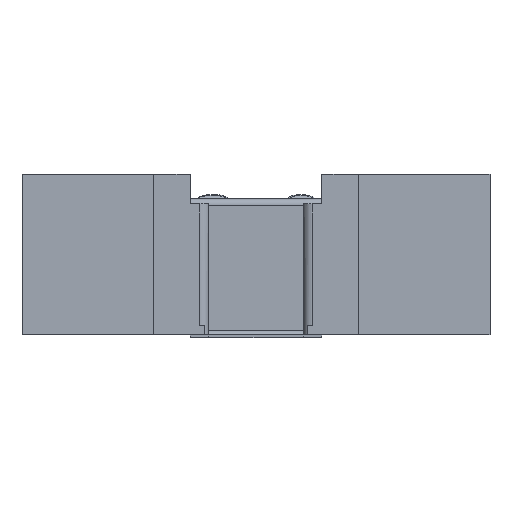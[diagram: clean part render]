
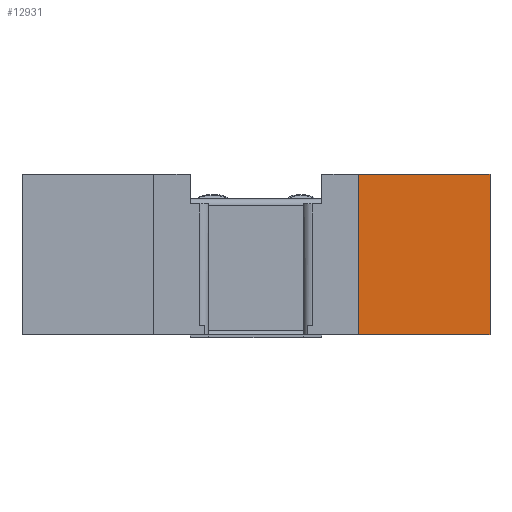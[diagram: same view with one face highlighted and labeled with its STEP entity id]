
A CAD part, left-side view. The second image highlights one B-rep face of the part: STEP entity #12931.
In plain terms, the highlighted planar face has unit normal (-1, 0, 0).
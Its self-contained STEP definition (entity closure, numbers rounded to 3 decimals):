
#234 = ORIENTED_EDGE ( 'NONE', *, *, #16678, .T. ) ;
#615 = EDGE_LOOP ( 'NONE', ( #20431, #17796, #2440, #234 ) ) ;
#790 = LINE ( 'NONE', #10136, #20405 ) ;
#1032 = EDGE_CURVE ( 'NONE', #2399, #19750, #23013, .T. ) ;
#2399 = VERTEX_POINT ( 'NONE', #24297 ) ;
#2440 = ORIENTED_EDGE ( 'NONE', *, *, #24601, .F. ) ;
#2830 = VERTEX_POINT ( 'NONE', #5952 ) ;
#3201 = AXIS2_PLACEMENT_3D ( 'NONE', #21895, #24339, #14560 ) ;
#3982 = LINE ( 'NONE', #19500, #9815 ) ;
#5335 = DIRECTION ( 'NONE',  ( 0., 1., 0. ) ) ;
#5952 = CARTESIAN_POINT ( 'NONE',  ( -11.05, -3.5, 0.02 ) ) ;
#8031 = PLANE ( 'NONE',  #3201 ) ;
#8649 = CARTESIAN_POINT ( 'NONE',  ( -11.05, -3.5, 5.52 ) ) ;
#9517 = VECTOR ( 'NONE', #5335, 1000. ) ;
#9815 = VECTOR ( 'NONE', #18095, 1000. ) ;
#10136 = CARTESIAN_POINT ( 'NONE',  ( -11.05, -3.5, 0.02 ) ) ;
#10307 = CARTESIAN_POINT ( 'NONE',  ( -11.05, -8., 0.02 ) ) ;
#11385 = CARTESIAN_POINT ( 'NONE',  ( -11.05, -8., 5.52 ) ) ;
#12185 = DIRECTION ( 'NONE',  ( 0., 0., 1. ) ) ;
#12931 = ADVANCED_FACE ( 'NONE', ( #18280 ), #8031, .F. ) ;
#14560 = DIRECTION ( 'NONE',  ( 0., 0., -1. ) ) ;
#16502 = DIRECTION ( 'NONE',  ( 0., 0., 1. ) ) ;
#16678 = EDGE_CURVE ( 'NONE', #24628, #2399, #22048, .T. ) ;
#16930 = VECTOR ( 'NONE', #16502, 1000. ) ;
#17796 = ORIENTED_EDGE ( 'NONE', *, *, #21428, .F. ) ;
#18095 = DIRECTION ( 'NONE',  ( 0., 1., 0. ) ) ;
#18280 = FACE_OUTER_BOUND ( 'NONE', #615, .T. ) ;
#19500 = CARTESIAN_POINT ( 'NONE',  ( -11.05, -8., 0.02 ) ) ;
#19750 = VERTEX_POINT ( 'NONE', #8649 ) ;
#20405 = VECTOR ( 'NONE', #12185, 1000. ) ;
#20431 = ORIENTED_EDGE ( 'NONE', *, *, #1032, .T. ) ;
#21428 = EDGE_CURVE ( 'NONE', #2830, #19750, #790, .T. ) ;
#21895 = CARTESIAN_POINT ( 'NONE',  ( -11.05, -8., 0.02 ) ) ;
#22048 = LINE ( 'NONE', #10307, #16930 ) ;
#23013 = LINE ( 'NONE', #11385, #9517 ) ;
#23753 = CARTESIAN_POINT ( 'NONE',  ( -11.05, -8., 0.02 ) ) ;
#24297 = CARTESIAN_POINT ( 'NONE',  ( -11.05, -8., 5.52 ) ) ;
#24339 = DIRECTION ( 'NONE',  ( 1., 0., 0. ) ) ;
#24601 = EDGE_CURVE ( 'NONE', #24628, #2830, #3982, .T. ) ;
#24628 = VERTEX_POINT ( 'NONE', #23753 ) ;
